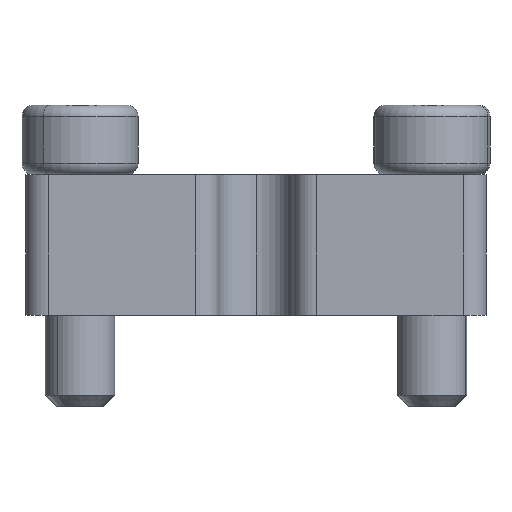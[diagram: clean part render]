
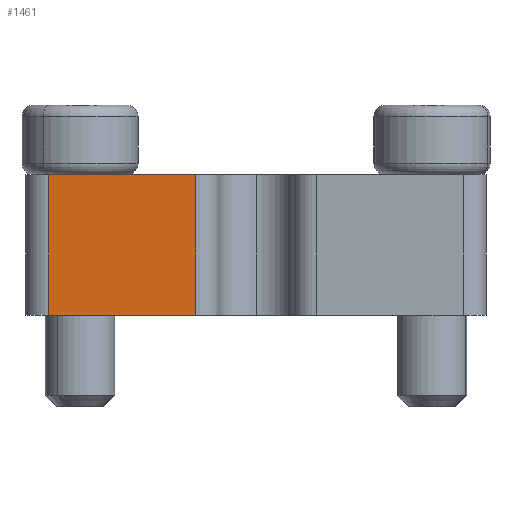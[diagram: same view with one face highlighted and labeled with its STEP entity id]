
A CAD part, left-side view. The second image highlights one B-rep face of the part: STEP entity #1461.
In plain terms, the highlighted planar face has unit normal (-1, 0, 0).
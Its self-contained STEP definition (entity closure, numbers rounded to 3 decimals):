
#23 = FACE_OUTER_BOUND ( 'NONE', #1644, .T. ) ;
#110 = CARTESIAN_POINT ( 'NONE',  ( 0., 0., 0. ) ) ;
#169 = EDGE_CURVE ( 'NONE', #577, #1817, #1999, .T. ) ;
#234 = ORIENTED_EDGE ( 'NONE', *, *, #1176, .F. ) ;
#255 = CARTESIAN_POINT ( 'NONE',  ( 0., 37.7, 12.1 ) ) ;
#577 = VERTEX_POINT ( 'NONE', #1043 ) ;
#603 = ORIENTED_EDGE ( 'NONE', *, *, #2864, .T. ) ;
#878 = LINE ( 'NONE', #2984, #3045 ) ;
#964 = DIRECTION ( 'NONE',  ( 1., 0., 0. ) ) ;
#977 = CARTESIAN_POINT ( 'NONE',  ( 0., 0., 12.1 ) ) ;
#994 = DIRECTION ( 'NONE',  ( 0., 1., 0. ) ) ;
#1043 = CARTESIAN_POINT ( 'NONE',  ( 0., 25.05, 0. ) ) ;
#1176 = EDGE_CURVE ( 'NONE', #2342, #1817, #3135, .T. ) ;
#1249 = CARTESIAN_POINT ( 'NONE',  ( 0., 37.7, 0. ) ) ;
#1277 = DIRECTION ( 'NONE',  ( 0., -1., 0. ) ) ;
#1387 = LINE ( 'NONE', #110, #3032 ) ;
#1454 = CARTESIAN_POINT ( 'NONE',  ( 0., 25.05, 12.1 ) ) ;
#1461 = ADVANCED_FACE ( 'NONE', ( #23 ), #2226, .F. ) ;
#1644 = EDGE_LOOP ( 'NONE', ( #234, #2125, #603, #2042 ) ) ;
#1693 = AXIS2_PLACEMENT_3D ( 'NONE', #977, #964, #994 ) ;
#1724 = VECTOR ( 'NONE', #1277, 1000. ) ;
#1817 = VERTEX_POINT ( 'NONE', #1454 ) ;
#1948 = DIRECTION ( 'NONE',  ( 0., 0., -1. ) ) ;
#1995 = CARTESIAN_POINT ( 'NONE',  ( 0., 25.05, 12.1 ) ) ;
#1999 = LINE ( 'NONE', #1995, #3210 ) ;
#2042 = ORIENTED_EDGE ( 'NONE', *, *, #169, .T. ) ;
#2120 = EDGE_CURVE ( 'NONE', #2342, #2656, #878, .T. ) ;
#2125 = ORIENTED_EDGE ( 'NONE', *, *, #2120, .T. ) ;
#2226 = PLANE ( 'NONE',  #1693 ) ;
#2342 = VERTEX_POINT ( 'NONE', #255 ) ;
#2656 = VERTEX_POINT ( 'NONE', #1249 ) ;
#2856 = DIRECTION ( 'NONE',  ( 0., -1., 0. ) ) ;
#2864 = EDGE_CURVE ( 'NONE', #2656, #577, #1387, .T. ) ;
#2984 = CARTESIAN_POINT ( 'NONE',  ( 0., 37.7, 12.1 ) ) ;
#3032 = VECTOR ( 'NONE', #2856, 1000. ) ;
#3045 = VECTOR ( 'NONE', #1948, 1000. ) ;
#3135 = LINE ( 'NONE', #3258, #1724 ) ;
#3210 = VECTOR ( 'NONE', #3230, 1000. ) ;
#3230 = DIRECTION ( 'NONE',  ( 0., 0., 1. ) ) ;
#3258 = CARTESIAN_POINT ( 'NONE',  ( 0., 0., 12.1 ) ) ;
